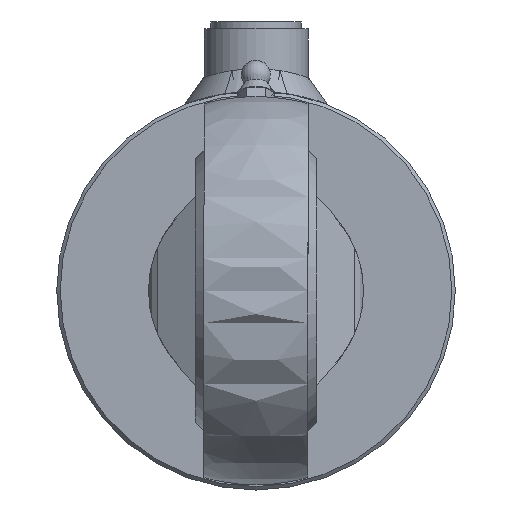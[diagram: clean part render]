
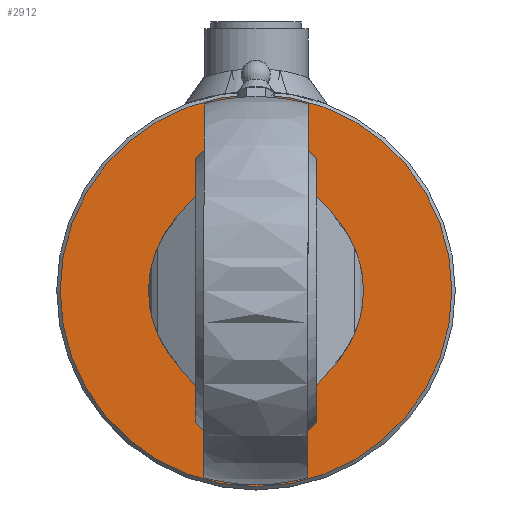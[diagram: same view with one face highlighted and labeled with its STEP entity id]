
A CAD part, left-side view. The second image highlights one B-rep face of the part: STEP entity #2912.
In plain terms, the highlighted planar face has unit normal (-1, 0, 0).
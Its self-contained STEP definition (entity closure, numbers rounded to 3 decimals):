
#967=ORIENTED_EDGE('',*,*,#1286,.T.);
#1286=EDGE_CURVE('',#1548,#1548,#1744,.T.);
#1548=VERTEX_POINT('',#9536);
#1744=CIRCLE('',#3766,56.5);
#2160=EDGE_LOOP('',(#967));
#2586=FACE_BOUND('',#2160,.T.);
#2677=PLANE('',#3765);
#2912=ADVANCED_FACE('',(#2586),#2677,.T.);
#3765=AXIS2_PLACEMENT_3D('',#9534,#4652,#4653);
#3766=AXIS2_PLACEMENT_3D('',#9535,#4654,#4655);
#4652=DIRECTION('',(-1.,0.,0.));
#4653=DIRECTION('',(0.,-1.,0.));
#4654=DIRECTION('',(-1.,0.,0.));
#4655=DIRECTION('',(0.,-1.,0.));
#9534=CARTESIAN_POINT('',(-473.,0.,0.));
#9535=CARTESIAN_POINT('',(-473.,0.,0.));
#9536=CARTESIAN_POINT('',(-473.,-56.5,0.));
